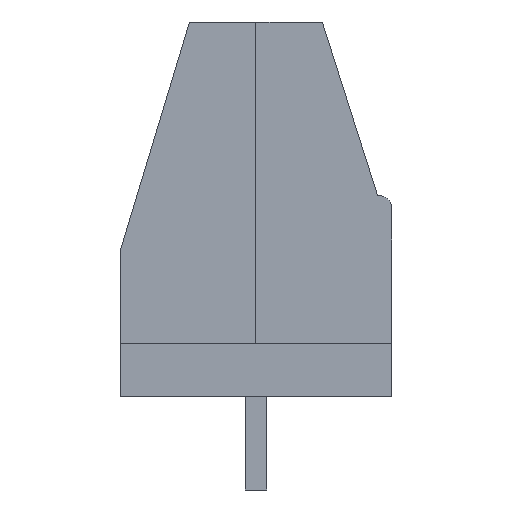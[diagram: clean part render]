
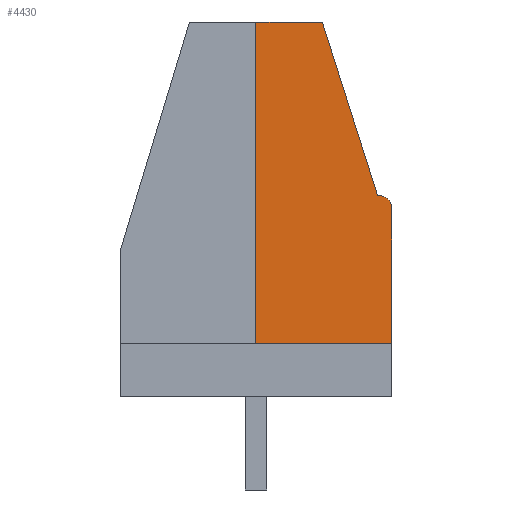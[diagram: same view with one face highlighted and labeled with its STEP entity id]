
A CAD part, left-side view. The second image highlights one B-rep face of the part: STEP entity #4430.
In plain terms, the highlighted planar face has unit normal (-1, 0, 0).
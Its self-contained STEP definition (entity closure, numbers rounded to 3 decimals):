
#1364 = PLANE('',#1365);
#1365 = AXIS2_PLACEMENT_3D('',#1366,#1367,#1368);
#1366 = CARTESIAN_POINT('',(-5.08,-5.1,0.5));
#1367 = DIRECTION('',(-1.,0.,0.));
#1368 = DIRECTION('',(0.,1.,0.));
#2348 = VERTEX_POINT('',#2349);
#2349 = CARTESIAN_POINT('',(-5.08,-5.1,2.5));
#2363 = PLANE('',#2364);
#2364 = AXIS2_PLACEMENT_3D('',#2365,#2366,#2367);
#2365 = CARTESIAN_POINT('',(-4.08,-5.1,2.5));
#2366 = DIRECTION('',(0.,1.,0.));
#2367 = DIRECTION('',(0.,0.,1.));
#2672 = EDGE_CURVE('',#2673,#2348,#2675,.T.);
#2673 = VERTEX_POINT('',#2674);
#2674 = CARTESIAN_POINT('',(-5.08,0.,2.5));
#2675 = SURFACE_CURVE('',#2676,(#2680,#2687),.PCURVE_S1.);
#2676 = LINE('',#2677,#2678);
#2677 = CARTESIAN_POINT('',(-5.08,0.,2.5));
#2678 = VECTOR('',#2679,1.);
#2679 = DIRECTION('',(0.,-1.,0.));
#2680 = PCURVE('',#1364,#2681);
#2681 = DEFINITIONAL_REPRESENTATION('',(#2682),#2686);
#2682 = LINE('',#2683,#2684);
#2683 = CARTESIAN_POINT('',(5.1,-2.));
#2684 = VECTOR('',#2685,1.);
#2685 = DIRECTION('',(-1.,0.));
#2686 = ( GEOMETRIC_REPRESENTATION_CONTEXT(2) 
PARAMETRIC_REPRESENTATION_CONTEXT() REPRESENTATION_CONTEXT('2D SPACE',''
  ) );
#2687 = PCURVE('',#2688,#2693);
#2688 = PLANE('',#2689);
#2689 = AXIS2_PLACEMENT_3D('',#2690,#2691,#2692);
#2690 = CARTESIAN_POINT('',(-5.08,-4.578,8.085));
#2691 = DIRECTION('',(1.,0.,0.));
#2692 = DIRECTION('',(0.,0.,1.));
#2693 = DEFINITIONAL_REPRESENTATION('',(#2694),#2698);
#2694 = LINE('',#2695,#2696);
#2695 = CARTESIAN_POINT('',(-5.585,-4.578));
#2696 = VECTOR('',#2697,1.);
#2697 = DIRECTION('',(0.,1.));
#2698 = ( GEOMETRIC_REPRESENTATION_CONTEXT(2) 
PARAMETRIC_REPRESENTATION_CONTEXT() REPRESENTATION_CONTEXT('2D SPACE',''
  ) );
#2714 = PLANE('',#2715);
#2715 = AXIS2_PLACEMENT_3D('',#2716,#2717,#2718);
#2716 = CARTESIAN_POINT('',(-5.08,0.,14.6));
#2717 = DIRECTION('',(1.,0.,0.));
#2718 = DIRECTION('',(0.,0.,1.));
#3667 = EDGE_CURVE('',#2348,#3668,#3670,.T.);
#3668 = VERTEX_POINT('',#3669);
#3669 = CARTESIAN_POINT('',(-5.08,-5.1,7.5));
#3670 = SURFACE_CURVE('',#3671,(#3675,#3682),.PCURVE_S1.);
#3671 = LINE('',#3672,#3673);
#3672 = CARTESIAN_POINT('',(-5.08,-5.1,2.5));
#3673 = VECTOR('',#3674,1.);
#3674 = DIRECTION('',(0.,0.,1.));
#3675 = PCURVE('',#2363,#3676);
#3676 = DEFINITIONAL_REPRESENTATION('',(#3677),#3681);
#3677 = LINE('',#3678,#3679);
#3678 = CARTESIAN_POINT('',(0.,-1.));
#3679 = VECTOR('',#3680,1.);
#3680 = DIRECTION('',(1.,0.));
#3681 = ( GEOMETRIC_REPRESENTATION_CONTEXT(2) 
PARAMETRIC_REPRESENTATION_CONTEXT() REPRESENTATION_CONTEXT('2D SPACE',''
  ) );
#3682 = PCURVE('',#2688,#3683);
#3683 = DEFINITIONAL_REPRESENTATION('',(#3684),#3688);
#3684 = LINE('',#3685,#3686);
#3685 = CARTESIAN_POINT('',(-5.585,0.522));
#3686 = VECTOR('',#3687,1.);
#3687 = DIRECTION('',(1.,0.));
#3688 = ( GEOMETRIC_REPRESENTATION_CONTEXT(2) 
PARAMETRIC_REPRESENTATION_CONTEXT() REPRESENTATION_CONTEXT('2D SPACE',''
  ) );
#3706 = CYLINDRICAL_SURFACE('',#3707,0.5);
#3707 = AXIS2_PLACEMENT_3D('',#3708,#3709,#3710);
#3708 = CARTESIAN_POINT('',(-4.08,-4.607,7.585));
#3709 = DIRECTION('',(1.,0.,0.));
#3710 = DIRECTION('',(0.,-1.,0.));
#4430 = ADVANCED_FACE('',(#4431),#2688,.F.);
#4431 = FACE_BOUND('',#4432,.F.);
#4432 = EDGE_LOOP('',(#4433,#4463,#4489,#4490,#4491,#4514));
#4433 = ORIENTED_EDGE('',*,*,#4434,.F.);
#4434 = EDGE_CURVE('',#4435,#4437,#4439,.T.);
#4435 = VERTEX_POINT('',#4436);
#4436 = CARTESIAN_POINT('',(-5.08,-4.578,8.085));
#4437 = VERTEX_POINT('',#4438);
#4438 = CARTESIAN_POINT('',(-5.08,-2.5,14.6));
#4439 = SURFACE_CURVE('',#4440,(#4444,#4451),.PCURVE_S1.);
#4440 = LINE('',#4441,#4442);
#4441 = CARTESIAN_POINT('',(-5.08,-4.578,8.085));
#4442 = VECTOR('',#4443,1.);
#4443 = DIRECTION('',(0.,0.304,0.953));
#4444 = PCURVE('',#2688,#4445);
#4445 = DEFINITIONAL_REPRESENTATION('',(#4446),#4450);
#4446 = LINE('',#4447,#4448);
#4447 = CARTESIAN_POINT('',(0.,0.));
#4448 = VECTOR('',#4449,1.);
#4449 = DIRECTION('',(0.953,-0.304));
#4450 = ( GEOMETRIC_REPRESENTATION_CONTEXT(2) 
PARAMETRIC_REPRESENTATION_CONTEXT() REPRESENTATION_CONTEXT('2D SPACE',''
  ) );
#4451 = PCURVE('',#4452,#4457);
#4452 = PLANE('',#4453);
#4453 = AXIS2_PLACEMENT_3D('',#4454,#4455,#4456);
#4454 = CARTESIAN_POINT('',(-4.08,-4.578,8.085));
#4455 = DIRECTION('',(0.,0.953,-0.304));
#4456 = DIRECTION('',(0.,0.304,0.953));
#4457 = DEFINITIONAL_REPRESENTATION('',(#4458),#4462);
#4458 = LINE('',#4459,#4460);
#4459 = CARTESIAN_POINT('',(0.,-1.));
#4460 = VECTOR('',#4461,1.);
#4461 = DIRECTION('',(1.,0.));
#4462 = ( GEOMETRIC_REPRESENTATION_CONTEXT(2) 
PARAMETRIC_REPRESENTATION_CONTEXT() REPRESENTATION_CONTEXT('2D SPACE',''
  ) );
#4463 = ORIENTED_EDGE('',*,*,#4464,.F.);
#4464 = EDGE_CURVE('',#3668,#4435,#4465,.T.);
#4465 = SURFACE_CURVE('',#4466,(#4471,#4482),.PCURVE_S1.);
#4466 = CIRCLE('',#4467,0.5);
#4467 = AXIS2_PLACEMENT_3D('',#4468,#4469,#4470);
#4468 = CARTESIAN_POINT('',(-5.08,-4.607,7.585));
#4469 = DIRECTION('',(-1.,0.,0.));
#4470 = DIRECTION('',(0.,-1.,0.));
#4471 = PCURVE('',#2688,#4472);
#4472 = DEFINITIONAL_REPRESENTATION('',(#4473),#4481);
#4473 = ( BOUNDED_CURVE() B_SPLINE_CURVE(2,(#4474,#4475,#4476,#4477,
#4478,#4479,#4480),.UNSPECIFIED.,.T.,.F.) B_SPLINE_CURVE_WITH_KNOTS((1,2
    ,2,2,2,1),(-2.094,0.,2.094,4.189,
6.283,8.378),.UNSPECIFIED.) CURVE() 
GEOMETRIC_REPRESENTATION_ITEM() RATIONAL_B_SPLINE_CURVE((1.,0.5,1.,0.5,
1.,0.5,1.)) REPRESENTATION_ITEM('') );
#4474 = CARTESIAN_POINT('',(-0.499,0.529));
#4475 = CARTESIAN_POINT('',(0.367,0.529));
#4476 = CARTESIAN_POINT('',(-0.066,-0.221));
#4477 = CARTESIAN_POINT('',(-0.499,-0.971));
#4478 = CARTESIAN_POINT('',(-0.932,-0.221));
#4479 = CARTESIAN_POINT('',(-1.365,0.529));
#4480 = CARTESIAN_POINT('',(-0.499,0.529));
#4481 = ( GEOMETRIC_REPRESENTATION_CONTEXT(2) 
PARAMETRIC_REPRESENTATION_CONTEXT() REPRESENTATION_CONTEXT('2D SPACE',''
  ) );
#4482 = PCURVE('',#3706,#4483);
#4483 = DEFINITIONAL_REPRESENTATION('',(#4484),#4488);
#4484 = LINE('',#4485,#4486);
#4485 = CARTESIAN_POINT('',(-0.,-1.));
#4486 = VECTOR('',#4487,1.);
#4487 = DIRECTION('',(-1.,0.));
#4488 = ( GEOMETRIC_REPRESENTATION_CONTEXT(2) 
PARAMETRIC_REPRESENTATION_CONTEXT() REPRESENTATION_CONTEXT('2D SPACE',''
  ) );
#4489 = ORIENTED_EDGE('',*,*,#3667,.F.);
#4490 = ORIENTED_EDGE('',*,*,#2672,.F.);
#4491 = ORIENTED_EDGE('',*,*,#4492,.F.);
#4492 = EDGE_CURVE('',#4493,#2673,#4495,.T.);
#4493 = VERTEX_POINT('',#4494);
#4494 = CARTESIAN_POINT('',(-5.08,0.,14.6));
#4495 = SURFACE_CURVE('',#4496,(#4500,#4507),.PCURVE_S1.);
#4496 = LINE('',#4497,#4498);
#4497 = CARTESIAN_POINT('',(-5.08,0.,14.6));
#4498 = VECTOR('',#4499,1.);
#4499 = DIRECTION('',(0.,0.,-1.));
#4500 = PCURVE('',#2688,#4501);
#4501 = DEFINITIONAL_REPRESENTATION('',(#4502),#4506);
#4502 = LINE('',#4503,#4504);
#4503 = CARTESIAN_POINT('',(6.515,-4.578));
#4504 = VECTOR('',#4505,1.);
#4505 = DIRECTION('',(-1.,0.));
#4506 = ( GEOMETRIC_REPRESENTATION_CONTEXT(2) 
PARAMETRIC_REPRESENTATION_CONTEXT() REPRESENTATION_CONTEXT('2D SPACE',''
  ) );
#4507 = PCURVE('',#2714,#4508);
#4508 = DEFINITIONAL_REPRESENTATION('',(#4509),#4513);
#4509 = LINE('',#4510,#4511);
#4510 = CARTESIAN_POINT('',(0.,0.));
#4511 = VECTOR('',#4512,1.);
#4512 = DIRECTION('',(-1.,0.));
#4513 = ( GEOMETRIC_REPRESENTATION_CONTEXT(2) 
PARAMETRIC_REPRESENTATION_CONTEXT() REPRESENTATION_CONTEXT('2D SPACE',''
  ) );
#4514 = ORIENTED_EDGE('',*,*,#4515,.F.);
#4515 = EDGE_CURVE('',#4437,#4493,#4516,.T.);
#4516 = SURFACE_CURVE('',#4517,(#4521,#4528),.PCURVE_S1.);
#4517 = LINE('',#4518,#4519);
#4518 = CARTESIAN_POINT('',(-5.08,-2.5,14.6));
#4519 = VECTOR('',#4520,1.);
#4520 = DIRECTION('',(0.,1.,0.));
#4521 = PCURVE('',#2688,#4522);
#4522 = DEFINITIONAL_REPRESENTATION('',(#4523),#4527);
#4523 = LINE('',#4524,#4525);
#4524 = CARTESIAN_POINT('',(6.515,-2.078));
#4525 = VECTOR('',#4526,1.);
#4526 = DIRECTION('',(0.,-1.));
#4527 = ( GEOMETRIC_REPRESENTATION_CONTEXT(2) 
PARAMETRIC_REPRESENTATION_CONTEXT() REPRESENTATION_CONTEXT('2D SPACE',''
  ) );
#4528 = PCURVE('',#4529,#4534);
#4529 = PLANE('',#4530);
#4530 = AXIS2_PLACEMENT_3D('',#4531,#4532,#4533);
#4531 = CARTESIAN_POINT('',(-4.08,-2.5,14.6));
#4532 = DIRECTION('',(0.,0.,-1.));
#4533 = DIRECTION('',(0.,1.,0.));
#4534 = DEFINITIONAL_REPRESENTATION('',(#4535),#4539);
#4535 = LINE('',#4536,#4537);
#4536 = CARTESIAN_POINT('',(0.,-1.));
#4537 = VECTOR('',#4538,1.);
#4538 = DIRECTION('',(1.,0.));
#4539 = ( GEOMETRIC_REPRESENTATION_CONTEXT(2) 
PARAMETRIC_REPRESENTATION_CONTEXT() REPRESENTATION_CONTEXT('2D SPACE',''
  ) );
